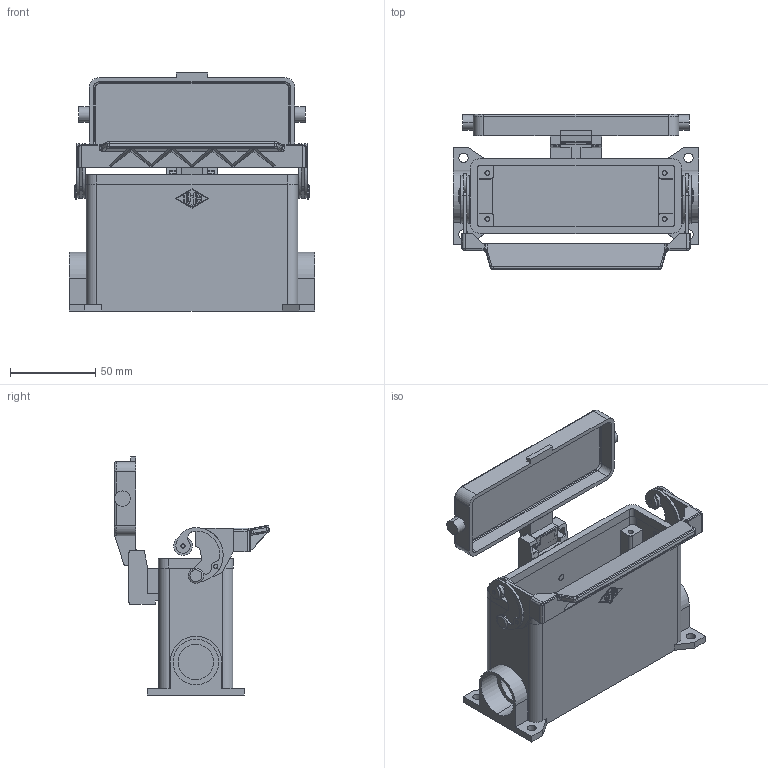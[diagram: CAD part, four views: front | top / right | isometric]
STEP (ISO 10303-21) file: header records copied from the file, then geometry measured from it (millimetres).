
FILE_DESCRIPTION((''),'2;1');
FILE_NAME('CMAP 16 LS.stp','2006-12-21T15:43:09',('gembarski'),(''),'Autodesk Inventor 7','Autodesk Inventor 7','');
FILE_SCHEMA(('AUTOMOTIVE_DESIGN { 1 0 10303 214 1 1 1 1 }'));
Length unit declared in the file: millimetre
Products named in the file (1): CMAP 16 LS
Bounding box: 144 x 90.95 x 139.7 mm (x, y, z)
Volume: 193257.1 mm3; surface area: 106963.9 mm2
Topology: 6 solids, 6 shells, 623 faces, 1668 edges, 1088 vertices
Faces by surface type: plane 279, cylinder 180, bspline 136, torus 16, cone 8, sphere 4
Entity records: 22616 total; most frequent: CARTESIAN_POINT 6876, ORIENTED_EDGE 3340, DIRECTION 3258, EDGE_CURVE 1670, AXIS2_PLACEMENT_3D 1128, VERTEX_POINT 1088, VECTOR 1002, LINE 1002
